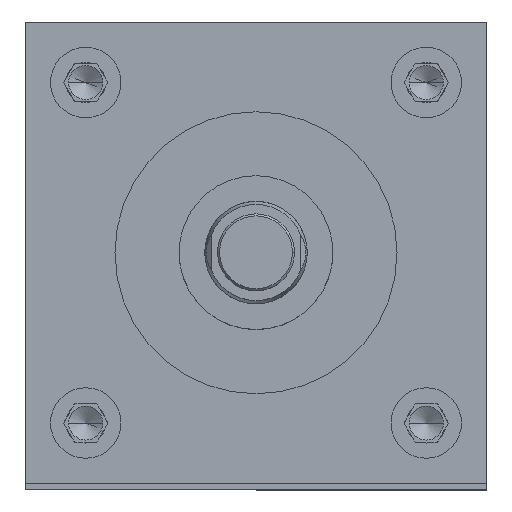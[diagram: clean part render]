
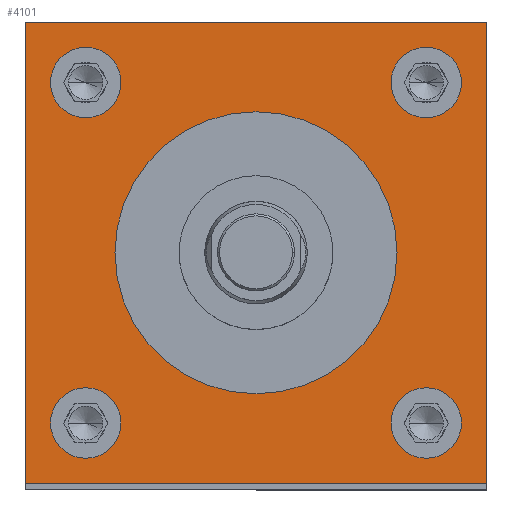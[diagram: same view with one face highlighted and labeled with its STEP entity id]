
A CAD part, top view. The second image highlights one B-rep face of the part: STEP entity #4101.
In plain terms, the highlighted planar face has unit normal (0, 0, 1).
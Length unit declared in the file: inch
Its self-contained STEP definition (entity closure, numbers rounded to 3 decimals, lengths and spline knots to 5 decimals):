
#47 = CARTESIAN_POINT ( 'NONE',  ( -2.25, -2.25, 36.25 ) ) ;
#51 = AXIS2_PLACEMENT_3D ( 'NONE', #1972, #1474, #999 ) ;
#107 = VERTEX_POINT ( 'NONE', #47 ) ;
#125 = CIRCLE ( 'NONE', #2849, 0.3435 ) ;
#179 = CARTESIAN_POINT ( 'NONE',  ( -2.0035, 1.66, 36.25 ) ) ;
#204 = VERTEX_POINT ( 'NONE', #5973 ) ;
#218 = AXIS2_PLACEMENT_3D ( 'NONE', #5552, #4541, #2128 ) ;
#244 = DIRECTION ( 'NONE',  ( 0., 0., 1. ) ) ;
#333 = EDGE_CURVE ( 'NONE', #4281, #385, #3538, .T. ) ;
#376 = EDGE_CURVE ( 'NONE', #3426, #4373, #3770, .T. ) ;
#385 = VERTEX_POINT ( 'NONE', #2348 ) ;
#477 = CARTESIAN_POINT ( 'NONE',  ( 2.0035, 1.66, 36.25 ) ) ;
#689 = VECTOR ( 'NONE', #4288, 39.37008 ) ;
#703 = ORIENTED_EDGE ( 'NONE', *, *, #6135, .F. ) ;
#761 = DIRECTION ( 'NONE',  ( 1., 0., 0. ) ) ;
#796 = VECTOR ( 'NONE', #2818, 39.37008 ) ;
#800 = VERTEX_POINT ( 'NONE', #477 ) ;
#828 = EDGE_LOOP ( 'NONE', ( #5738, #5097 ) ) ;
#829 = VERTEX_POINT ( 'NONE', #4680 ) ;
#918 = CIRCLE ( 'NONE', #4760, 0.3435 ) ;
#930 = CIRCLE ( 'NONE', #2751, 0.3435 ) ;
#934 = CARTESIAN_POINT ( 'NONE',  ( 0., 0., 36.25 ) ) ;
#959 = CIRCLE ( 'NONE', #4499, 0.3435 ) ;
#999 = DIRECTION ( 'NONE',  ( -1., 0., 0. ) ) ;
#1025 = FACE_OUTER_BOUND ( 'NONE', #3838, .T. ) ;
#1065 = EDGE_CURVE ( 'NONE', #4821, #204, #5028, .T. ) ;
#1081 = ORIENTED_EDGE ( 'NONE', *, *, #1611, .F. ) ;
#1110 = VERTEX_POINT ( 'NONE', #5601 ) ;
#1144 = VERTEX_POINT ( 'NONE', #4175 ) ;
#1199 = CARTESIAN_POINT ( 'NONE',  ( -2.25, -2.25, 36.25 ) ) ;
#1228 = EDGE_CURVE ( 'NONE', #107, #3426, #2832, .T. ) ;
#1460 = AXIS2_PLACEMENT_3D ( 'NONE', #2904, #4289, #3785 ) ;
#1474 = DIRECTION ( 'NONE',  ( 0., 0., -1. ) ) ;
#1478 = DIRECTION ( 'NONE',  ( 1., 0., 0. ) ) ;
#1498 = AXIS2_PLACEMENT_3D ( 'NONE', #6082, #3674, #761 ) ;
#1520 = VERTEX_POINT ( 'NONE', #2858 ) ;
#1547 = AXIS2_PLACEMENT_3D ( 'NONE', #934, #2936, #1478 ) ;
#1611 = EDGE_CURVE ( 'NONE', #1110, #2681, #125, .T. ) ;
#1672 = LINE ( 'NONE', #1199, #5537 ) ;
#1705 = DIRECTION ( 'NONE',  ( 0., 0., 1. ) ) ;
#1772 = ORIENTED_EDGE ( 'NONE', *, *, #3729, .F. ) ;
#1834 = CARTESIAN_POINT ( 'NONE',  ( 1.66, -1.66, 36.25 ) ) ;
#1835 = DIRECTION ( 'NONE',  ( 0., 0., 1. ) ) ;
#1840 = ORIENTED_EDGE ( 'NONE', *, *, #6034, .F. ) ;
#1843 = FACE_BOUND ( 'NONE', #2764, .T. ) ;
#1865 = DIRECTION ( 'NONE',  ( 0., 0., 1. ) ) ;
#1900 = AXIS2_PLACEMENT_3D ( 'NONE', #2280, #1835, #4211 ) ;
#1942 = FACE_BOUND ( 'NONE', #5969, .T. ) ;
#1972 = CARTESIAN_POINT ( 'NONE',  ( -2.25, 2.25, 36.25 ) ) ;
#2007 = DIRECTION ( 'NONE',  ( 0., 0., 1. ) ) ;
#2050 = VECTOR ( 'NONE', #4798, 39.37008 ) ;
#2128 = DIRECTION ( 'NONE',  ( 1., 0., 0. ) ) ;
#2203 = ORIENTED_EDGE ( 'NONE', *, *, #376, .T. ) ;
#2272 = DIRECTION ( 'NONE',  ( 1., 0., 0. ) ) ;
#2280 = CARTESIAN_POINT ( 'NONE',  ( -1.66, 1.66, 36.25 ) ) ;
#2348 = CARTESIAN_POINT ( 'NONE',  ( -1.3165, 1.66, 36.25 ) ) ;
#2577 = EDGE_CURVE ( 'NONE', #1144, #829, #3160, .T. ) ;
#2587 = EDGE_CURVE ( 'NONE', #4373, #3073, #5720, .T. ) ;
#2681 = VERTEX_POINT ( 'NONE', #3000 ) ;
#2698 = ORIENTED_EDGE ( 'NONE', *, *, #333, .F. ) ;
#2751 = AXIS2_PLACEMENT_3D ( 'NONE', #3984, #244, #5021 ) ;
#2753 = EDGE_CURVE ( 'NONE', #204, #4821, #930, .T. ) ;
#2764 = EDGE_LOOP ( 'NONE', ( #1840, #1081 ) ) ;
#2818 = DIRECTION ( 'NONE',  ( 0., 1., 0. ) ) ;
#2832 = LINE ( 'NONE', #5258, #689 ) ;
#2849 = AXIS2_PLACEMENT_3D ( 'NONE', #1834, #3363, #5606 ) ;
#2858 = CARTESIAN_POINT ( 'NONE',  ( 1.3165, 1.66, 36.25 ) ) ;
#2904 = CARTESIAN_POINT ( 'NONE',  ( 1.66, 1.66, 36.25 ) ) ;
#2936 = DIRECTION ( 'NONE',  ( 0., 0., 1. ) ) ;
#3000 = CARTESIAN_POINT ( 'NONE',  ( 2.0035, -1.66, 36.25 ) ) ;
#3033 = CARTESIAN_POINT ( 'NONE',  ( 0., 0., 36.25 ) ) ;
#3073 = VERTEX_POINT ( 'NONE', #3911 ) ;
#3082 = CIRCLE ( 'NONE', #1460, 0.3435 ) ;
#3089 = ORIENTED_EDGE ( 'NONE', *, *, #2753, .F. ) ;
#3160 = CIRCLE ( 'NONE', #1547, 1.375 ) ;
#3166 = CARTESIAN_POINT ( 'NONE',  ( -1.3165, -1.66, 36.25 ) ) ;
#3363 = DIRECTION ( 'NONE',  ( 0., 0., 1. ) ) ;
#3426 = VERTEX_POINT ( 'NONE', #3546 ) ;
#3537 = CARTESIAN_POINT ( 'NONE',  ( 2.25, 2.25, 36.25 ) ) ;
#3538 = CIRCLE ( 'NONE', #1900, 0.3435 ) ;
#3546 = CARTESIAN_POINT ( 'NONE',  ( 2.25, -2.25, 36.25 ) ) ;
#3669 = ORIENTED_EDGE ( 'NONE', *, *, #5542, .T. ) ;
#3674 = DIRECTION ( 'NONE',  ( 0., 0., 1. ) ) ;
#3729 = EDGE_CURVE ( 'NONE', #829, #1144, #4970, .T. ) ;
#3768 = ORIENTED_EDGE ( 'NONE', *, *, #1065, .F. ) ;
#3770 = LINE ( 'NONE', #5673, #796 ) ;
#3781 = FACE_BOUND ( 'NONE', #828, .T. ) ;
#3785 = DIRECTION ( 'NONE',  ( 1., 0., 0. ) ) ;
#3806 = EDGE_LOOP ( 'NONE', ( #3768, #3089 ) ) ;
#3838 = EDGE_LOOP ( 'NONE', ( #3669, #4839, #2203, #5710 ) ) ;
#3911 = CARTESIAN_POINT ( 'NONE',  ( -2.25, 2.25, 36.25 ) ) ;
#3918 = DIRECTION ( 'NONE',  ( 1., 0., 0. ) ) ;
#3984 = CARTESIAN_POINT ( 'NONE',  ( -1.66, -1.66, 36.25 ) ) ;
#4101 = ADVANCED_FACE ( 'NONE', ( #1843, #3781, #5686, #4759, #1942, #1025 ), #4917, .F. ) ;
#4175 = CARTESIAN_POINT ( 'NONE',  ( 1.375, 0., 36.25 ) ) ;
#4211 = DIRECTION ( 'NONE',  ( 1., 0., 0. ) ) ;
#4281 = VERTEX_POINT ( 'NONE', #179 ) ;
#4288 = DIRECTION ( 'NONE',  ( 1., 0., 0. ) ) ;
#4289 = DIRECTION ( 'NONE',  ( 0., 0., 1. ) ) ;
#4320 = CARTESIAN_POINT ( 'NONE',  ( -2.25, 2.25, 36.25 ) ) ;
#4373 = VERTEX_POINT ( 'NONE', #3537 ) ;
#4499 = AXIS2_PLACEMENT_3D ( 'NONE', #6017, #1705, #2272 ) ;
#4541 = DIRECTION ( 'NONE',  ( 0., 0., 1. ) ) ;
#4680 = CARTESIAN_POINT ( 'NONE',  ( -1.375, 0., 36.25 ) ) ;
#4756 = CIRCLE ( 'NONE', #218, 0.3435 ) ;
#4759 = FACE_BOUND ( 'NONE', #4992, .T. ) ;
#4760 = AXIS2_PLACEMENT_3D ( 'NONE', #5154, #1865, #5242 ) ;
#4798 = DIRECTION ( 'NONE',  ( -1., 0., 0. ) ) ;
#4821 = VERTEX_POINT ( 'NONE', #3166 ) ;
#4839 = ORIENTED_EDGE ( 'NONE', *, *, #1228, .T. ) ;
#4909 = EDGE_CURVE ( 'NONE', #1520, #800, #959, .T. ) ;
#4917 = PLANE ( 'NONE',  #51 ) ;
#4970 = CIRCLE ( 'NONE', #6156, 1.375 ) ;
#4992 = EDGE_LOOP ( 'NONE', ( #703, #2698 ) ) ;
#5021 = DIRECTION ( 'NONE',  ( 1., 0., 0. ) ) ;
#5028 = CIRCLE ( 'NONE', #1498, 0.3435 ) ;
#5097 = ORIENTED_EDGE ( 'NONE', *, *, #4909, .F. ) ;
#5154 = CARTESIAN_POINT ( 'NONE',  ( -1.66, 1.66, 36.25 ) ) ;
#5222 = EDGE_CURVE ( 'NONE', #800, #1520, #3082, .T. ) ;
#5242 = DIRECTION ( 'NONE',  ( 1., 0., 0. ) ) ;
#5258 = CARTESIAN_POINT ( 'NONE',  ( -2.25, -2.25, 36.25 ) ) ;
#5537 = VECTOR ( 'NONE', #6061, 39.37008 ) ;
#5542 = EDGE_CURVE ( 'NONE', #3073, #107, #1672, .T. ) ;
#5552 = CARTESIAN_POINT ( 'NONE',  ( 1.66, -1.66, 36.25 ) ) ;
#5601 = CARTESIAN_POINT ( 'NONE',  ( 1.3165, -1.66, 36.25 ) ) ;
#5606 = DIRECTION ( 'NONE',  ( 1., 0., 0. ) ) ;
#5673 = CARTESIAN_POINT ( 'NONE',  ( 2.25, -2.25, 36.25 ) ) ;
#5686 = FACE_BOUND ( 'NONE', #3806, .T. ) ;
#5710 = ORIENTED_EDGE ( 'NONE', *, *, #2587, .T. ) ;
#5720 = LINE ( 'NONE', #4320, #2050 ) ;
#5738 = ORIENTED_EDGE ( 'NONE', *, *, #5222, .F. ) ;
#5969 = EDGE_LOOP ( 'NONE', ( #6139, #1772 ) ) ;
#5973 = CARTESIAN_POINT ( 'NONE',  ( -2.0035, -1.66, 36.25 ) ) ;
#6017 = CARTESIAN_POINT ( 'NONE',  ( 1.66, 1.66, 36.25 ) ) ;
#6034 = EDGE_CURVE ( 'NONE', #2681, #1110, #4756, .T. ) ;
#6061 = DIRECTION ( 'NONE',  ( 0., -1., 0. ) ) ;
#6082 = CARTESIAN_POINT ( 'NONE',  ( -1.66, -1.66, 36.25 ) ) ;
#6135 = EDGE_CURVE ( 'NONE', #385, #4281, #918, .T. ) ;
#6139 = ORIENTED_EDGE ( 'NONE', *, *, #2577, .F. ) ;
#6156 = AXIS2_PLACEMENT_3D ( 'NONE', #3033, #2007, #3918 ) ;
